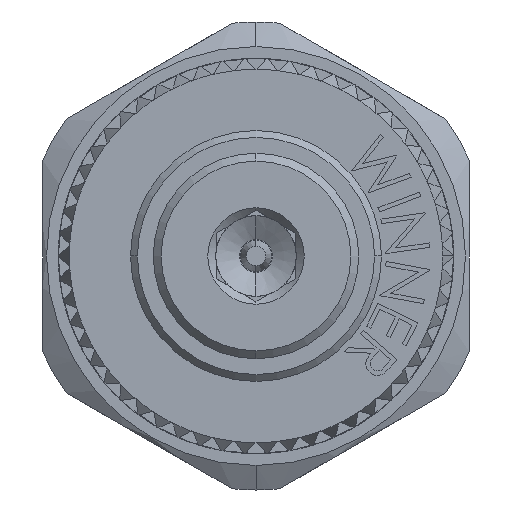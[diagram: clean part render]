
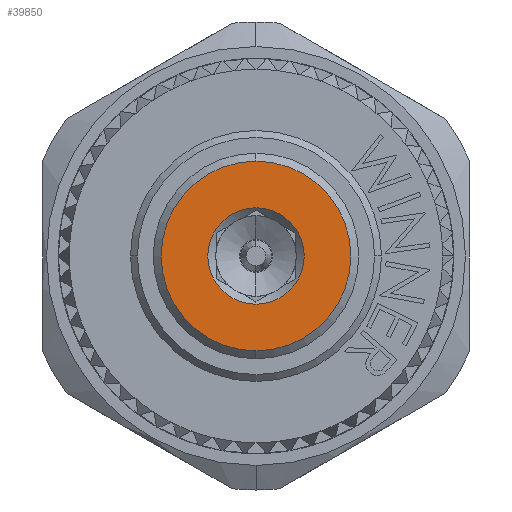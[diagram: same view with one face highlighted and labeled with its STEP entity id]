
A CAD part, left-side view. The second image highlights one B-rep face of the part: STEP entity #39850.
In plain terms, the highlighted planar face has unit normal (-1, 0, 0).
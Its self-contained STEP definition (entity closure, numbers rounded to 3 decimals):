
#721 = DIRECTION ( 'NONE',  ( 0., 0., -1. ) ) ;
#788 = ORIENTED_EDGE ( 'NONE', *, *, #39122, .T. ) ;
#873 = DIRECTION ( 'NONE',  ( -1., 0., 0. ) ) ;
#3961 = ORIENTED_EDGE ( 'NONE', *, *, #35016, .T. ) ;
#4570 = CARTESIAN_POINT ( 'NONE',  ( -122.14, 0., -6. ) ) ;
#9528 = CARTESIAN_POINT ( 'NONE',  ( -122.14, 0., -3.05 ) ) ;
#9808 = CARTESIAN_POINT ( 'NONE',  ( -122.14, 6.5, 0. ) ) ;
#10564 = DIRECTION ( 'NONE',  ( 0., 0., -1. ) ) ;
#11407 = CIRCLE ( 'NONE', #22132, 3.05 ) ;
#11603 = CIRCLE ( 'NONE', #32010, 6. ) ;
#12441 = CARTESIAN_POINT ( 'NONE',  ( -122.14, 0., 0. ) ) ;
#13199 = VERTEX_POINT ( 'NONE', #17782 ) ;
#14763 = DIRECTION ( 'NONE',  ( -1., 0., 0. ) ) ;
#14788 = ORIENTED_EDGE ( 'NONE', *, *, #17307, .T. ) ;
#15773 = FACE_OUTER_BOUND ( 'NONE', #30919, .T. ) ;
#17307 = EDGE_CURVE ( 'NONE', #27676, #23894, #37216, .T. ) ;
#17779 = CARTESIAN_POINT ( 'NONE',  ( -122.14, 0., 0. ) ) ;
#17782 = CARTESIAN_POINT ( 'NONE',  ( -122.14, 0., 6. ) ) ;
#19133 = ORIENTED_EDGE ( 'NONE', *, *, #24540, .T. ) ;
#19191 = DIRECTION ( 'NONE',  ( 1., 0., 0. ) ) ;
#19514 = CARTESIAN_POINT ( 'NONE',  ( -122.14, 0., 3.05 ) ) ;
#19600 = PLANE ( 'NONE',  #37125 ) ;
#19867 = VERTEX_POINT ( 'NONE', #4570 ) ;
#20960 = DIRECTION ( 'NONE',  ( 0., 0., -1. ) ) ;
#22063 = DIRECTION ( 'NONE',  ( 0., 0., -1. ) ) ;
#22132 = AXIS2_PLACEMENT_3D ( 'NONE', #12441, #19191, #22063 ) ;
#22890 = DIRECTION ( 'NONE',  ( 1., 0., 0. ) ) ;
#23097 = CARTESIAN_POINT ( 'NONE',  ( -122.14, 0., 0. ) ) ;
#23894 = VERTEX_POINT ( 'NONE', #19514 ) ;
#24529 = EDGE_LOOP ( 'NONE', ( #788, #14788 ) ) ;
#24540 = EDGE_CURVE ( 'NONE', #13199, #19867, #30850, .T. ) ;
#25991 = DIRECTION ( 'NONE',  ( 0., 0., -1. ) ) ;
#26072 = FACE_BOUND ( 'NONE', #24529, .T. ) ;
#27676 = VERTEX_POINT ( 'NONE', #9528 ) ;
#30850 = CIRCLE ( 'NONE', #37656, 6. ) ;
#30919 = EDGE_LOOP ( 'NONE', ( #3961, #19133 ) ) ;
#31849 = CARTESIAN_POINT ( 'NONE',  ( -122.14, 0., 0. ) ) ;
#31981 = DIRECTION ( 'NONE',  ( 1., 0., 0. ) ) ;
#32010 = AXIS2_PLACEMENT_3D ( 'NONE', #23097, #873, #10564 ) ;
#35016 = EDGE_CURVE ( 'NONE', #19867, #13199, #11603, .T. ) ;
#35824 = AXIS2_PLACEMENT_3D ( 'NONE', #31849, #31981, #721 ) ;
#37125 = AXIS2_PLACEMENT_3D ( 'NONE', #9808, #22890, #25991 ) ;
#37216 = CIRCLE ( 'NONE', #35824, 3.05 ) ;
#37656 = AXIS2_PLACEMENT_3D ( 'NONE', #17779, #14763, #20960 ) ;
#39122 = EDGE_CURVE ( 'NONE', #23894, #27676, #11407, .T. ) ;
#39850 = ADVANCED_FACE ( 'NONE', ( #26072, #15773 ), #19600, .F. ) ;
